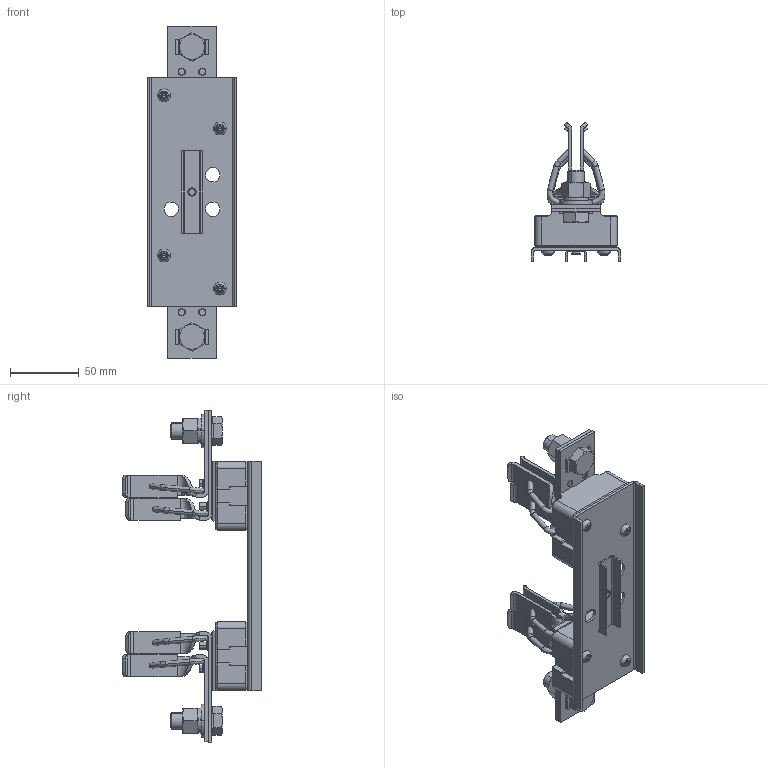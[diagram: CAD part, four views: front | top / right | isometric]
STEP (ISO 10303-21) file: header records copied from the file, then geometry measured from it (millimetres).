
FILE_DESCRIPTION((''),'2;1');
FILE_NAME('004122023_PK3_M12-M12_DC_1000V__ASM','2023-08-25T10:16:03',('klemen.sitar'),('Audax d.o.o.'),'CREO PARAMETRIC BY PTC INC, 2021304','CREO PARAMETRIC BY PTC INC, 2021304','');
FILE_SCHEMA(('AP242_MANAGED_MODEL_BASED_3D_ENGINEERING_MIM_LF { 1 0 10303 442 1 1 4 }'));
Length unit declared in the file: millimetre
Products named in the file (19): 0000033908_AF0_2_1; 0000032892_AF1_3_1; 0000034008_ASM_2_ASM_1_ASM; 0000038658_3_1; 0000038459_2_1; 0000038462_2_1; 0000038678_2_1; 0000032606_4_1; 0000044574_4_1; 0000033927_2_1; 0000032770_2_1; 0000032788_2_1; 0000032765_2_1; PRT9571_1_1; PRT9571_1_2; PRT9571_1_3; PRT9571_1_ASM; PK3_004122023_ASM_1_ASM; 004122023_PK3_M12-M12_DC_1000V__ASM
Assembly tree (34 placements, depth 4):
  004122023_PK3_M12-M12_DC_1000V__ASM
    PK3_004122023_ASM_1_ASM
      0000034008_ASM_2_ASM_1_ASM
        0000033908_AF0_2_1
        0000032892_AF1_3_1
      0000038658_3_1  x2
      0000038459_2_1  x2
      0000038462_2_1  x2
      0000038678_2_1  x4
      0000032606_4_1  x4
      0000044574_4_1  x4
      0000033927_2_1  x2
      0000032770_2_1  x2
      0000032788_2_1  x2
      0000032765_2_1  x2
      PRT9571_1_ASM
        PRT9571_1_1
        PRT9571_1_2
        PRT9571_1_3
Bounding box: 65 x 100.8 x 240.6 mm (x, y, z)
Volume: 222540.7 mm3; surface area: 120544.4 mm2
Topology: 31 solids, 49 shells, 1283 faces, 3294 edges, 2108 vertices
Faces by surface type: plane 601, cylinder 394, cone 156, torus 64, bspline 52, sphere 16
Entity records: 46583 total; most frequent: CARTESIAN_POINT 19332, DIRECTION 3686, ORIENTED_EDGE 3300, PRESENTATION_STYLE_ASSIGNMENT 1754, STYLED_ITEM 1754, CURVE_STYLE 1664, EDGE_CURVE 1664, AXIS2_PLACEMENT_3D 1405
